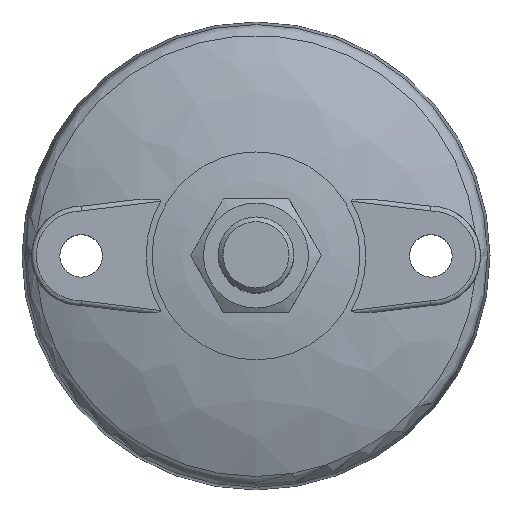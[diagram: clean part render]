
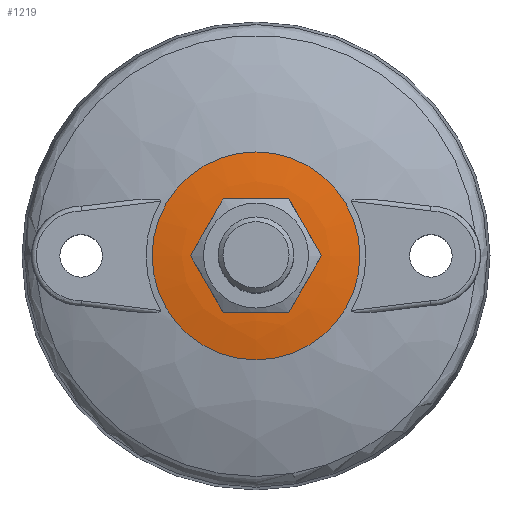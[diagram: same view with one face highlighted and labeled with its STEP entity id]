
A CAD part, top view. The second image highlights one B-rep face of the part: STEP entity #1219.
In plain terms, the highlighted free-form (B-spline) face has degree [2, 2] with [3, 9] control points.
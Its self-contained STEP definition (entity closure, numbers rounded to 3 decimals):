
#23=(
BOUNDED_SURFACE()
B_SPLINE_SURFACE(2,2,((#2193,#2194,#2195,#2196,#2197,#2198,#2199,#2200,
#2201),(#2202,#2203,#2204,#2205,#2206,#2207,#2208,#2209,#2210),(#2211,#2212,
#2213,#2214,#2215,#2216,#2217,#2218,#2219)),.UNSPECIFIED.,.F.,.T.,.F.)
B_SPLINE_SURFACE_WITH_KNOTS((3,3),(3,2,2,2,3),(-1.554,-1.374),
(-3.142,-1.571,0.,1.571,3.142),
 .UNSPECIFIED.)
GEOMETRIC_REPRESENTATION_ITEM()
RATIONAL_B_SPLINE_SURFACE(((1.,0.707,1.,0.707,1.,
0.707,1.,0.707,1.),(0.996,0.704,
0.996,0.704,0.996,0.704,
0.996,0.704,0.996),(1.,0.707,
1.,0.707,1.,0.707,1.,0.707,1.)))
REPRESENTATION_ITEM('')
SURFACE()
);
#293=FACE_OUTER_BOUND('',#377,.T.);
#377=EDGE_LOOP('',(#1046,#1047,#1048,#1049));
#491=CIRCLE('',#1440,21.986);
#492=CIRCLE('',#1441,70.01);
#493=CIRCLE('',#1442,9.483);
#593=VERTEX_POINT('',#2220);
#594=VERTEX_POINT('',#2222);
#750=EDGE_CURVE('',#593,#593,#491,.T.);
#751=EDGE_CURVE('',#593,#594,#492,.T.);
#752=EDGE_CURVE('',#594,#594,#493,.T.);
#1046=ORIENTED_EDGE('',*,*,#750,.F.);
#1047=ORIENTED_EDGE('',*,*,#751,.T.);
#1048=ORIENTED_EDGE('',*,*,#752,.T.);
#1049=ORIENTED_EDGE('',*,*,#751,.F.);
#1219=ADVANCED_FACE('',(#293),#23,.F.);
#1440=AXIS2_PLACEMENT_3D('',#2221,#1739,#1740);
#1441=AXIS2_PLACEMENT_3D('',#2223,#1741,#1742);
#1442=AXIS2_PLACEMENT_3D('',#2224,#1743,#1744);
#1739=DIRECTION('center_axis',(0.,-1.,0.));
#1740=DIRECTION('ref_axis',(1.,0.,0.));
#1741=DIRECTION('center_axis',(-1.,0.,0.));
#1742=DIRECTION('ref_axis',(0.,0.,1.));
#1743=DIRECTION('center_axis',(0.,-1.,0.));
#1744=DIRECTION('ref_axis',(1.,0.,0.));
#2193=CARTESIAN_POINT('Ctrl Pts',(0.,18.,9.483));
#2194=CARTESIAN_POINT('Ctrl Pts',(-9.483,18.,9.483));
#2195=CARTESIAN_POINT('Ctrl Pts',(-9.483,18.,0.));
#2196=CARTESIAN_POINT('Ctrl Pts',(-9.483,18.,-9.483));
#2197=CARTESIAN_POINT('Ctrl Pts',(0.,18.,-9.483));
#2198=CARTESIAN_POINT('Ctrl Pts',(9.483,18.,-9.483));
#2199=CARTESIAN_POINT('Ctrl Pts',(9.483,18.,0.));
#2200=CARTESIAN_POINT('Ctrl Pts',(9.483,18.,9.483));
#2201=CARTESIAN_POINT('Ctrl Pts',(0.,18.,9.483));
#2202=CARTESIAN_POINT('Ctrl Pts',(0.,17.893,15.795));
#2203=CARTESIAN_POINT('Ctrl Pts',(-15.795,17.893,15.795));
#2204=CARTESIAN_POINT('Ctrl Pts',(-15.795,17.893,0.));
#2205=CARTESIAN_POINT('Ctrl Pts',(-15.795,17.893,-15.795));
#2206=CARTESIAN_POINT('Ctrl Pts',(0.,17.893,-15.795));
#2207=CARTESIAN_POINT('Ctrl Pts',(15.795,17.893,-15.795));
#2208=CARTESIAN_POINT('Ctrl Pts',(15.795,17.893,0.));
#2209=CARTESIAN_POINT('Ctrl Pts',(15.795,17.893,15.795));
#2210=CARTESIAN_POINT('Ctrl Pts',(0.,17.893,15.795));
#2211=CARTESIAN_POINT('Ctrl Pts',(0.,16.659,21.986));
#2212=CARTESIAN_POINT('Ctrl Pts',(-21.986,16.659,21.986));
#2213=CARTESIAN_POINT('Ctrl Pts',(-21.986,16.659,0.));
#2214=CARTESIAN_POINT('Ctrl Pts',(-21.986,16.659,-21.986));
#2215=CARTESIAN_POINT('Ctrl Pts',(0.,16.659,-21.986));
#2216=CARTESIAN_POINT('Ctrl Pts',(21.986,16.659,-21.986));
#2217=CARTESIAN_POINT('Ctrl Pts',(21.986,16.659,0.));
#2218=CARTESIAN_POINT('Ctrl Pts',(21.986,16.659,21.986));
#2219=CARTESIAN_POINT('Ctrl Pts',(0.,16.659,21.986));
#2220=CARTESIAN_POINT('',(0.,16.659,21.986));
#2221=CARTESIAN_POINT('Origin',(0.,16.659,0.));
#2222=CARTESIAN_POINT('',(0.,18.,9.483));
#2223=CARTESIAN_POINT('Origin',(0.,-52.,
8.3));
#2224=CARTESIAN_POINT('Origin',(0.,18.,0.));
